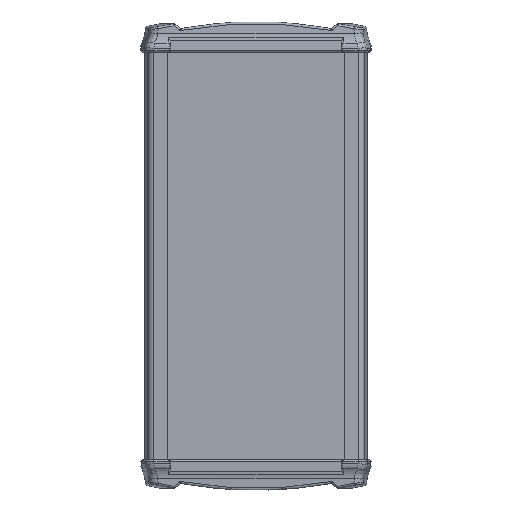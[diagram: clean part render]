
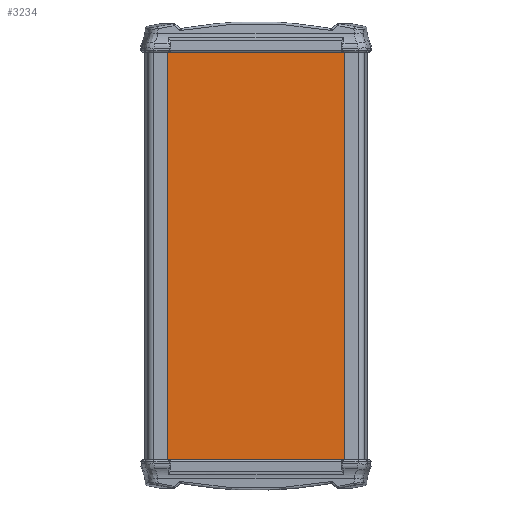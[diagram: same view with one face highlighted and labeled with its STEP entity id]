
A CAD part, front view. The second image highlights one B-rep face of the part: STEP entity #3234.
In plain terms, the highlighted planar face has unit normal (0, -1, 0).
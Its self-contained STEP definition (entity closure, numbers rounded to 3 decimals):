
#3178=CARTESIAN_POINT('',(42.5,-24.5,100.0));
#3179=VERTEX_POINT('',#3178);
#3186=CARTESIAN_POINT('',(42.5,-24.5,-100.0));
#3187=VERTEX_POINT('',#3186);
#3188=CARTESIAN_POINT('',(42.5,-24.5,-100.0));
#3189=DIRECTION('',(0.0,0.0,1.0));
#3190=VECTOR('',#3189,200.0);
#3191=LINE('',#3188,#3190);
#3192=EDGE_CURVE('',#3187,#3179,#3191,.T.);
#3204=CARTESIAN_POINT('',(42.5,-24.5,-100.0));
#3205=DIRECTION('',(0.0,-1.0,0.0));
#3206=DIRECTION('',(0.0,0.0,-1.0));
#3207=AXIS2_PLACEMENT_3D('',#3204,#3205,#3206);
#3208=PLANE('',#3207);
#3209=CARTESIAN_POINT('',(-42.5,-24.5,100.0));
#3210=VERTEX_POINT('',#3209);
#3211=CARTESIAN_POINT('',(42.5,-24.5,100.0));
#3212=DIRECTION('',(-1.0,0.0,0.0));
#3213=VECTOR('',#3212,85.);
#3214=LINE('',#3211,#3213);
#3215=EDGE_CURVE('',#3179,#3210,#3214,.T.);
#3216=ORIENTED_EDGE('',*,*,#3215,.T.);
#3217=CARTESIAN_POINT('',(-42.5,-24.5,-100.0));
#3218=VERTEX_POINT('',#3217);
#3219=CARTESIAN_POINT('',(-42.5,-24.5,-100.0));
#3220=DIRECTION('',(0.0,0.0,1.0));
#3221=VECTOR('',#3220,200.0);
#3222=LINE('',#3219,#3221);
#3223=EDGE_CURVE('',#3218,#3210,#3222,.T.);
#3224=ORIENTED_EDGE('',*,*,#3223,.F.);
#3225=CARTESIAN_POINT('',(-42.5,-24.5,-100.0));
#3226=DIRECTION('',(1.0,0.0,0.0));
#3227=VECTOR('',#3226,85.);
#3228=LINE('',#3225,#3227);
#3229=EDGE_CURVE('',#3218,#3187,#3228,.T.);
#3230=ORIENTED_EDGE('',*,*,#3229,.T.);
#3231=ORIENTED_EDGE('',*,*,#3192,.T.);
#3232=EDGE_LOOP('',(#3216,#3224,#3230,#3231));
#3233=FACE_OUTER_BOUND('',#3232,.T.);
#3234=ADVANCED_FACE('',(#3233),#3208,.T.);
